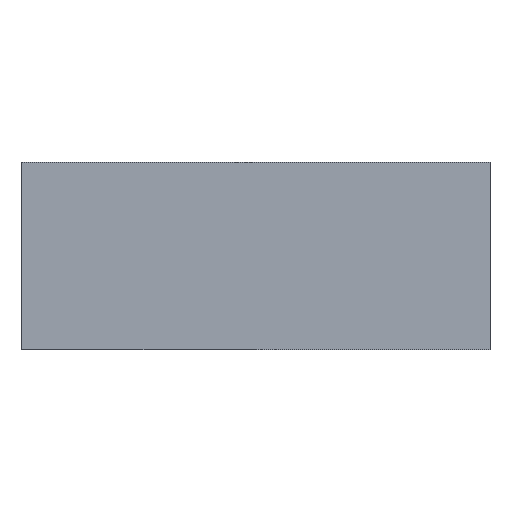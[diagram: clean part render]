
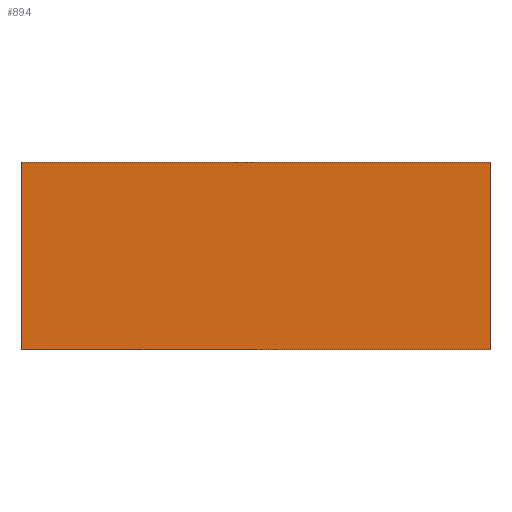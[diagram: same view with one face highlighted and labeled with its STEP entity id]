
A CAD part, front view. The second image highlights one B-rep face of the part: STEP entity #894.
In plain terms, the highlighted planar face has unit normal (0, -1, 0).
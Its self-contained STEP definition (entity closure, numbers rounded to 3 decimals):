
#44 = PLANE('',#45);
#45 = AXIS2_PLACEMENT_3D('',#46,#47,#48);
#46 = CARTESIAN_POINT('',(0.,0.,0.));
#47 = DIRECTION('',(-0.,-0.,-1.));
#48 = DIRECTION('',(-1.,0.,0.));
#72 = PLANE('',#73);
#73 = AXIS2_PLACEMENT_3D('',#74,#75,#76);
#74 = CARTESIAN_POINT('',(-12.5,-30.,0.));
#75 = DIRECTION('',(-1.,0.,0.));
#76 = DIRECTION('',(0.,1.,0.));
#100 = PLANE('',#101);
#101 = AXIS2_PLACEMENT_3D('',#102,#103,#104);
#102 = CARTESIAN_POINT('',(0.,0.,10.));
#103 = DIRECTION('',(-0.,-0.,-1.));
#104 = DIRECTION('',(-1.,0.,0.));
#142 = VERTEX_POINT('',#143);
#143 = CARTESIAN_POINT('',(-12.5,-30.,0.));
#273 = VERTEX_POINT('',#274);
#274 = CARTESIAN_POINT('',(12.5,-30.,0.));
#288 = PLANE('',#289);
#289 = AXIS2_PLACEMENT_3D('',#290,#291,#292);
#290 = CARTESIAN_POINT('',(12.5,30.,0.));
#291 = DIRECTION('',(1.,0.,0.));
#292 = DIRECTION('',(0.,-1.,0.));
#300 = EDGE_CURVE('',#273,#142,#301,.T.);
#301 = SURFACE_CURVE('',#302,(#306,#313),.PCURVE_S1.);
#302 = LINE('',#303,#304);
#303 = CARTESIAN_POINT('',(12.5,-30.,0.));
#304 = VECTOR('',#305,1.);
#305 = DIRECTION('',(-1.,0.,0.));
#306 = PCURVE('',#44,#307);
#307 = DEFINITIONAL_REPRESENTATION('',(#308),#312);
#308 = LINE('',#309,#310);
#309 = CARTESIAN_POINT('',(-12.5,-30.));
#310 = VECTOR('',#311,1.);
#311 = DIRECTION('',(1.,0.));
#312 = ( GEOMETRIC_REPRESENTATION_CONTEXT(2) 
PARAMETRIC_REPRESENTATION_CONTEXT() REPRESENTATION_CONTEXT('2D SPACE',''
  ) );
#313 = PCURVE('',#314,#319);
#314 = PLANE('',#315);
#315 = AXIS2_PLACEMENT_3D('',#316,#317,#318);
#316 = CARTESIAN_POINT('',(12.5,-30.,0.));
#317 = DIRECTION('',(0.,-1.,0.));
#318 = DIRECTION('',(-1.,0.,0.));
#319 = DEFINITIONAL_REPRESENTATION('',(#320),#324);
#320 = LINE('',#321,#322);
#321 = CARTESIAN_POINT('',(0.,-0.));
#322 = VECTOR('',#323,1.);
#323 = DIRECTION('',(1.,0.));
#324 = ( GEOMETRIC_REPRESENTATION_CONTEXT(2) 
PARAMETRIC_REPRESENTATION_CONTEXT() REPRESENTATION_CONTEXT('2D SPACE',''
  ) );
#554 = VERTEX_POINT('',#555);
#555 = CARTESIAN_POINT('',(-12.5,-30.,10.));
#648 = VERTEX_POINT('',#649);
#649 = CARTESIAN_POINT('',(12.5,-30.,10.));
#670 = EDGE_CURVE('',#648,#554,#671,.T.);
#671 = SURFACE_CURVE('',#672,(#676,#683),.PCURVE_S1.);
#672 = LINE('',#673,#674);
#673 = CARTESIAN_POINT('',(12.5,-30.,10.));
#674 = VECTOR('',#675,1.);
#675 = DIRECTION('',(-1.,0.,0.));
#676 = PCURVE('',#100,#677);
#677 = DEFINITIONAL_REPRESENTATION('',(#678),#682);
#678 = LINE('',#679,#680);
#679 = CARTESIAN_POINT('',(-12.5,-30.));
#680 = VECTOR('',#681,1.);
#681 = DIRECTION('',(1.,0.));
#682 = ( GEOMETRIC_REPRESENTATION_CONTEXT(2) 
PARAMETRIC_REPRESENTATION_CONTEXT() REPRESENTATION_CONTEXT('2D SPACE',''
  ) );
#683 = PCURVE('',#314,#684);
#684 = DEFINITIONAL_REPRESENTATION('',(#685),#689);
#685 = LINE('',#686,#687);
#686 = CARTESIAN_POINT('',(0.,-10.));
#687 = VECTOR('',#688,1.);
#688 = DIRECTION('',(1.,0.));
#689 = ( GEOMETRIC_REPRESENTATION_CONTEXT(2) 
PARAMETRIC_REPRESENTATION_CONTEXT() REPRESENTATION_CONTEXT('2D SPACE',''
  ) );
#814 = EDGE_CURVE('',#142,#554,#815,.T.);
#815 = SURFACE_CURVE('',#816,(#820,#827),.PCURVE_S1.);
#816 = LINE('',#817,#818);
#817 = CARTESIAN_POINT('',(-12.5,-30.,0.));
#818 = VECTOR('',#819,1.);
#819 = DIRECTION('',(0.,0.,1.));
#820 = PCURVE('',#72,#821);
#821 = DEFINITIONAL_REPRESENTATION('',(#822),#826);
#822 = LINE('',#823,#824);
#823 = CARTESIAN_POINT('',(0.,0.));
#824 = VECTOR('',#825,1.);
#825 = DIRECTION('',(0.,-1.));
#826 = ( GEOMETRIC_REPRESENTATION_CONTEXT(2) 
PARAMETRIC_REPRESENTATION_CONTEXT() REPRESENTATION_CONTEXT('2D SPACE',''
  ) );
#827 = PCURVE('',#314,#828);
#828 = DEFINITIONAL_REPRESENTATION('',(#829),#833);
#829 = LINE('',#830,#831);
#830 = CARTESIAN_POINT('',(25.,0.));
#831 = VECTOR('',#832,1.);
#832 = DIRECTION('',(0.,-1.));
#833 = ( GEOMETRIC_REPRESENTATION_CONTEXT(2) 
PARAMETRIC_REPRESENTATION_CONTEXT() REPRESENTATION_CONTEXT('2D SPACE',''
  ) );
#894 = ADVANCED_FACE('',(#895),#314,.T.);
#895 = FACE_BOUND('',#896,.T.);
#896 = EDGE_LOOP('',(#897,#918,#919,#920));
#897 = ORIENTED_EDGE('',*,*,#898,.T.);
#898 = EDGE_CURVE('',#273,#648,#899,.T.);
#899 = SURFACE_CURVE('',#900,(#904,#911),.PCURVE_S1.);
#900 = LINE('',#901,#902);
#901 = CARTESIAN_POINT('',(12.5,-30.,0.));
#902 = VECTOR('',#903,1.);
#903 = DIRECTION('',(0.,0.,1.));
#904 = PCURVE('',#314,#905);
#905 = DEFINITIONAL_REPRESENTATION('',(#906),#910);
#906 = LINE('',#907,#908);
#907 = CARTESIAN_POINT('',(0.,-0.));
#908 = VECTOR('',#909,1.);
#909 = DIRECTION('',(0.,-1.));
#910 = ( GEOMETRIC_REPRESENTATION_CONTEXT(2) 
PARAMETRIC_REPRESENTATION_CONTEXT() REPRESENTATION_CONTEXT('2D SPACE',''
  ) );
#911 = PCURVE('',#288,#912);
#912 = DEFINITIONAL_REPRESENTATION('',(#913),#917);
#913 = LINE('',#914,#915);
#914 = CARTESIAN_POINT('',(60.,0.));
#915 = VECTOR('',#916,1.);
#916 = DIRECTION('',(0.,-1.));
#917 = ( GEOMETRIC_REPRESENTATION_CONTEXT(2) 
PARAMETRIC_REPRESENTATION_CONTEXT() REPRESENTATION_CONTEXT('2D SPACE',''
  ) );
#918 = ORIENTED_EDGE('',*,*,#670,.T.);
#919 = ORIENTED_EDGE('',*,*,#814,.F.);
#920 = ORIENTED_EDGE('',*,*,#300,.F.);
